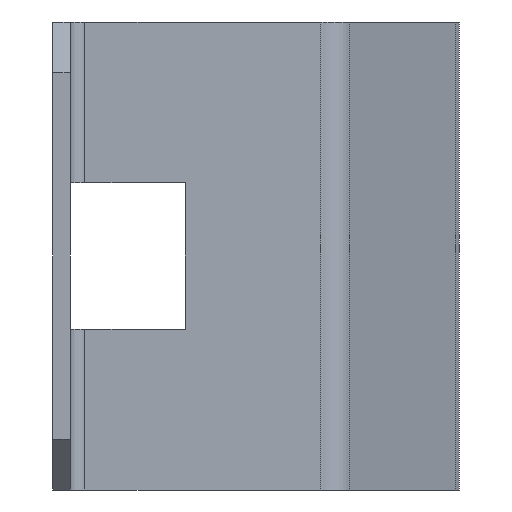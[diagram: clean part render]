
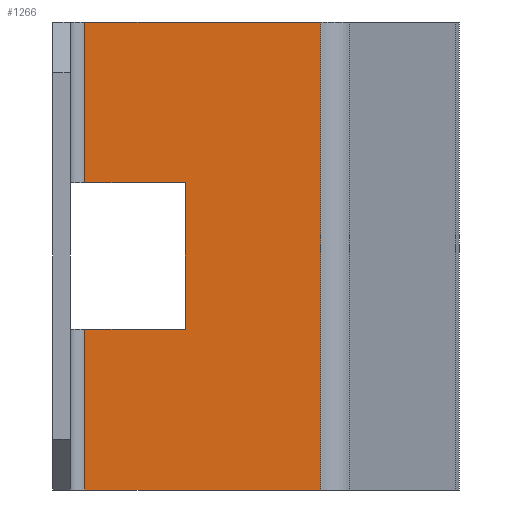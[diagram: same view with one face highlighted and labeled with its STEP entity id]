
A CAD part, left-side view. The second image highlights one B-rep face of the part: STEP entity #1266.
In plain terms, the highlighted planar face has unit normal (-1, 0, 0).
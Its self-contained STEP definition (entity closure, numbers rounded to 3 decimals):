
#15=PLANE('',#1358);
#70=FACE_OUTER_BOUND('',#140,.T.);
#140=EDGE_LOOP('',(#869,#870,#871,#872,#873,#874,#875,#876));
#210=LINE('',#1848,#362);
#211=LINE('',#1851,#363);
#212=LINE('',#1853,#364);
#213=LINE('',#1855,#365);
#214=LINE('',#1857,#366);
#215=LINE('',#1859,#367);
#216=LINE('',#1861,#368);
#217=LINE('',#1862,#369);
#362=VECTOR('',#1474,10.);
#363=VECTOR('',#1477,1000.);
#364=VECTOR('',#1478,1000.);
#365=VECTOR('',#1479,1000.);
#366=VECTOR('',#1480,10.);
#367=VECTOR('',#1481,1000.);
#368=VECTOR('',#1482,1000.);
#369=VECTOR('',#1483,1000.);
#554=VERTEX_POINT('',#1842);
#556=VERTEX_POINT('',#1846);
#557=VERTEX_POINT('',#1850);
#558=VERTEX_POINT('',#1852);
#559=VERTEX_POINT('',#1854);
#560=VERTEX_POINT('',#1856);
#561=VERTEX_POINT('',#1858);
#562=VERTEX_POINT('',#1860);
#676=EDGE_CURVE('',#556,#554,#210,.T.);
#677=EDGE_CURVE('',#557,#556,#211,.T.);
#678=EDGE_CURVE('',#557,#558,#212,.T.);
#679=EDGE_CURVE('',#559,#558,#213,.T.);
#680=EDGE_CURVE('',#560,#559,#214,.T.);
#681=EDGE_CURVE('',#561,#560,#215,.T.);
#682=EDGE_CURVE('',#561,#562,#216,.T.);
#683=EDGE_CURVE('',#562,#554,#217,.T.);
#869=ORIENTED_EDGE('',*,*,#676,.F.);
#870=ORIENTED_EDGE('',*,*,#677,.F.);
#871=ORIENTED_EDGE('',*,*,#678,.T.);
#872=ORIENTED_EDGE('',*,*,#679,.F.);
#873=ORIENTED_EDGE('',*,*,#680,.F.);
#874=ORIENTED_EDGE('',*,*,#681,.F.);
#875=ORIENTED_EDGE('',*,*,#682,.T.);
#876=ORIENTED_EDGE('',*,*,#683,.T.);
#1266=ADVANCED_FACE('',(#70),#15,.T.);
#1358=AXIS2_PLACEMENT_3D('',#1849,#1475,#1476);
#1474=DIRECTION('',(0.,0.,1.));
#1475=DIRECTION('center_axis',(-1.,0.,0.));
#1476=DIRECTION('ref_axis',(0.,0.,1.));
#1477=DIRECTION('',(0.,1.,0.));
#1478=DIRECTION('',(0.,0.,-1.));
#1479=DIRECTION('',(0.,-1.,0.));
#1480=DIRECTION('',(0.,0.,1.));
#1481=DIRECTION('',(0.,1.,0.));
#1482=DIRECTION('',(0.,0.,1.));
#1483=DIRECTION('',(0.,1.,0.));
#1842=CARTESIAN_POINT('',(-8.1,3.812,8.));
#1846=CARTESIAN_POINT('',(-8.1,3.812,2.5));
#1848=CARTESIAN_POINT('',(-8.1,3.812,8.263));
#1849=CARTESIAN_POINT('Origin',(-8.1,-3.944,8.263));
#1850=CARTESIAN_POINT('',(-8.1,0.372,2.5));
#1851=CARTESIAN_POINT('',(-8.1,-3.944,2.5));
#1852=CARTESIAN_POINT('',(-8.1,0.372,-2.5));
#1853=CARTESIAN_POINT('',(-8.1,0.372,0.));
#1854=CARTESIAN_POINT('',(-8.1,3.812,-2.5));
#1855=CARTESIAN_POINT('',(-8.1,-3.944,-2.5));
#1856=CARTESIAN_POINT('',(-8.1,3.812,-8.));
#1857=CARTESIAN_POINT('',(-8.1,3.812,8.263));
#1858=CARTESIAN_POINT('',(-8.1,-4.248,-8.));
#1859=CARTESIAN_POINT('',(-8.1,-3.944,-8.));
#1860=CARTESIAN_POINT('',(-8.1,-4.248,8.));
#1861=CARTESIAN_POINT('',(-8.1,-4.248,8.263));
#1862=CARTESIAN_POINT('',(-8.1,-3.944,8.));
